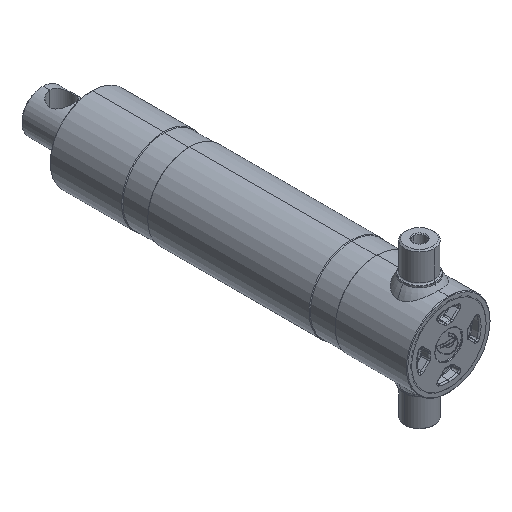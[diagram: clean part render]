
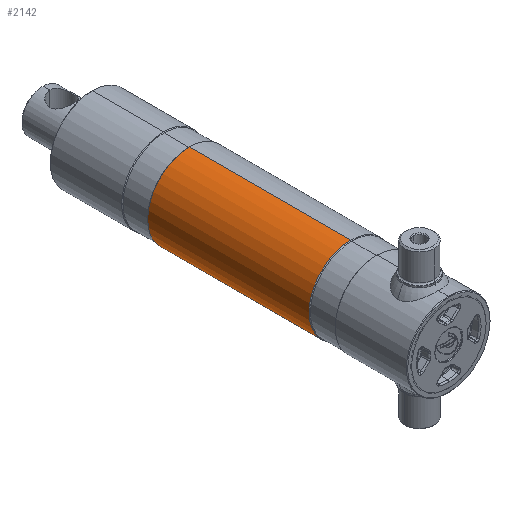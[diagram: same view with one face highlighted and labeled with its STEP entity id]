
A CAD part, isometric view. The second image highlights one B-rep face of the part: STEP entity #2142.
In plain terms, the highlighted cylindrical face has radius 64 mm (diameter 128 mm), a partial arc.
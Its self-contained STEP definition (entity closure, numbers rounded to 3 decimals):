
#71 = LINE ( 'NONE', #3946, #7504 ) ;
#277 = ORIENTED_EDGE ( 'NONE', *, *, #3493, .T. ) ;
#433 = CIRCLE ( 'NONE', #2382, 64. ) ;
#735 = CARTESIAN_POINT ( 'NONE',  ( 0., -30.734, 0. ) ) ;
#769 = DIRECTION ( 'NONE',  ( 0., -1., 0. ) ) ;
#1104 = DIRECTION ( 'NONE',  ( 0., -1., 0. ) ) ;
#1475 = DIRECTION ( 'NONE',  ( 0., -1., 0. ) ) ;
#1525 = DIRECTION ( 'NONE',  ( 0., -1., 0. ) ) ;
#1817 = CARTESIAN_POINT ( 'NONE',  ( 0., 150., 64. ) ) ;
#2142 = ADVANCED_FACE ( 'NONE', ( #4238 ), #4014, .T. ) ;
#2165 = EDGE_CURVE ( 'NONE', #2419, #7067, #433, .T. ) ;
#2382 = AXIS2_PLACEMENT_3D ( 'NONE', #5071, #769, #5800 ) ;
#2419 = VERTEX_POINT ( 'NONE', #4609 ) ;
#2861 = AXIS2_PLACEMENT_3D ( 'NONE', #735, #1475, #5769 ) ;
#3266 = VERTEX_POINT ( 'NONE', #3924 ) ;
#3337 = VECTOR ( 'NONE', #7088, 1000. ) ;
#3493 = EDGE_CURVE ( 'NONE', #7067, #3266, #7186, .T. ) ;
#3924 = CARTESIAN_POINT ( 'NONE',  ( 0., 150., -64. ) ) ;
#3946 = CARTESIAN_POINT ( 'NONE',  ( 0., -30.734, 64. ) ) ;
#4014 = CYLINDRICAL_SURFACE ( 'NONE', #2861, 64. ) ;
#4238 = FACE_OUTER_BOUND ( 'NONE', #8385, .T. ) ;
#4391 = CARTESIAN_POINT ( 'NONE',  ( 0., 397., -64. ) ) ;
#4476 = ORIENTED_EDGE ( 'NONE', *, *, #8738, .F. ) ;
#4609 = CARTESIAN_POINT ( 'NONE',  ( 0., 397., 64. ) ) ;
#5071 = CARTESIAN_POINT ( 'NONE',  ( 0., 397., 0. ) ) ;
#5627 = CARTESIAN_POINT ( 'NONE',  ( 0., -30.734, -64. ) ) ;
#5769 = DIRECTION ( 'NONE',  ( 0., 0., -1. ) ) ;
#5800 = DIRECTION ( 'NONE',  ( 0., 0., -1. ) ) ;
#5824 = CARTESIAN_POINT ( 'NONE',  ( 0., 150., 0. ) ) ;
#6549 = DIRECTION ( 'NONE',  ( 0., 0., -1. ) ) ;
#6779 = AXIS2_PLACEMENT_3D ( 'NONE', #5824, #1525, #6549 ) ;
#7067 = VERTEX_POINT ( 'NONE', #4391 ) ;
#7088 = DIRECTION ( 'NONE',  ( 0., -1., 0. ) ) ;
#7186 = LINE ( 'NONE', #5627, #3337 ) ;
#7242 = EDGE_CURVE ( 'NONE', #2419, #9001, #71, .T. ) ;
#7504 = VECTOR ( 'NONE', #1104, 1000. ) ;
#7530 = ORIENTED_EDGE ( 'NONE', *, *, #2165, .T. ) ;
#8385 = EDGE_LOOP ( 'NONE', ( #8714, #7530, #277, #4476 ) ) ;
#8714 = ORIENTED_EDGE ( 'NONE', *, *, #7242, .F. ) ;
#8738 = EDGE_CURVE ( 'NONE', #9001, #3266, #8796, .T. ) ;
#8796 = CIRCLE ( 'NONE', #6779, 64. ) ;
#9001 = VERTEX_POINT ( 'NONE', #1817 ) ;
